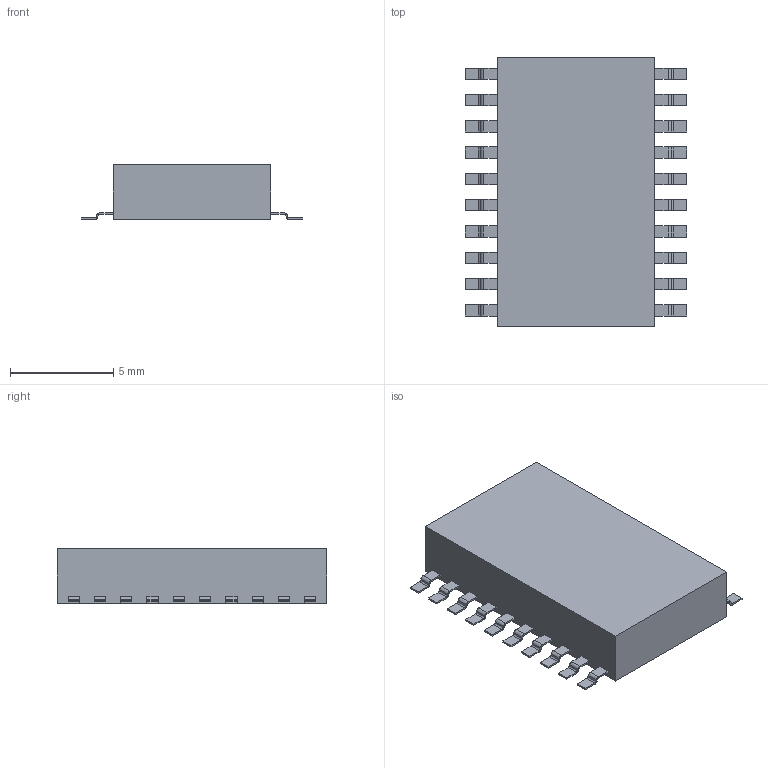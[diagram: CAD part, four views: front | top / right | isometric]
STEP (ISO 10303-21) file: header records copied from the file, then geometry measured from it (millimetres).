
FILE_DESCRIPTION (( 'STEP AP214' ), '1' );
FILE_NAME ('HIP4081AIB.STEP', '2023-06-15T17:44:48', ( '' ), ( '' ), 'SwSTEP 2.0', 'SolidWorks 2022', '' );
FILE_SCHEMA (( 'AUTOMOTIVE_DESIGN' ));
Length unit declared in the file: millimetre
Products named in the file (1): HIP4081AIB
Bounding box: 10.71 x 13 x 2.65 mm (x, y, z)
Volume: 263.3 mm3; surface area: 350.9 mm2
Topology: 21 solids, 21 shells, 286 faces, 732 edges, 488 vertices
Faces by surface type: plane 206, cylinder 80
Entity records: 9050 total; most frequent: CARTESIAN_POINT 2107, ORIENTED_EDGE 1464, DIRECTION 1266, EDGE_CURVE 732, VERTEX_POINT 488, AXIS2_PLACEMENT_3D 447, VECTOR 372, LINE 372
